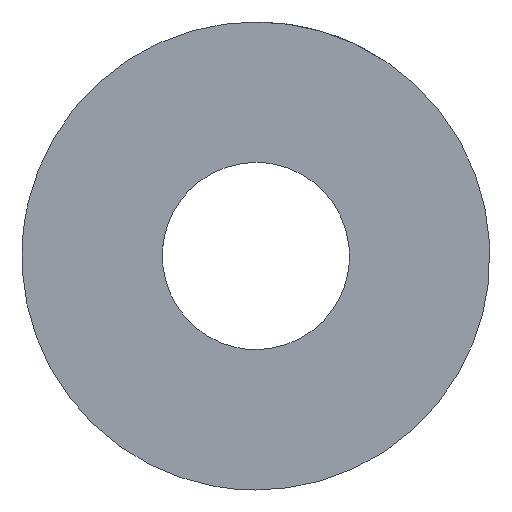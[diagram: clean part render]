
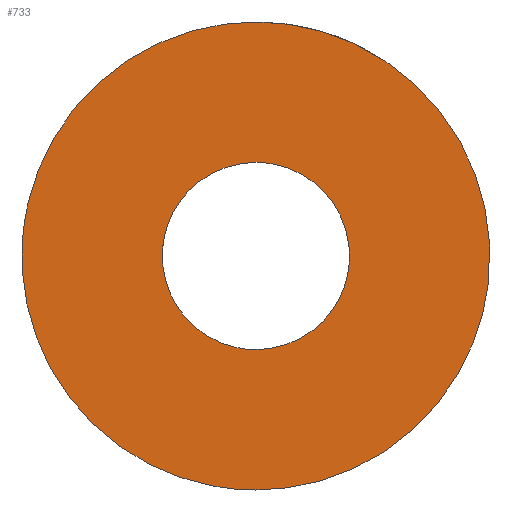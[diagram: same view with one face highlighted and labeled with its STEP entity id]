
A CAD part, front view. The second image highlights one B-rep face of the part: STEP entity #733.
In plain terms, the highlighted free-form (B-spline) face has degree [1, 1] with [2, 2] control points.
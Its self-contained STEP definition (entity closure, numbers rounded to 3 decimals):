
#270=CARTESIAN_POINT('',(-9.981,0.,0.61));
#271=VERTEX_POINT('',#270);
#277=CARTESIAN_POINT('',(0.0,0.,10.0));
#278=VERTEX_POINT('',#277);
#279=CARTESIAN_POINT('',(0.0,0.,10.0));
#280=CARTESIAN_POINT('',(-9.407,0.,10.0));
#281=CARTESIAN_POINT('',(-9.981,0.,0.61));
#289=(BOUNDED_CURVE()B_SPLINE_CURVE(2,(#279,#280,#281),.UNSPECIFIED.,.F.,.U.)B_SPLINE_CURVE_WITH_KNOTS((3,3),(0.5,0.739),.UNSPECIFIED.)CURVE()GEOMETRIC_REPRESENTATION_ITEM()RATIONAL_B_SPLINE_CURVE((1.0,0.72,0.976))REPRESENTATION_ITEM(''));
#290=EDGE_CURVE('',#278,#271,#289,.T.);
#292=CARTESIAN_POINT('',(9.93,0.,-1.18));
#293=VERTEX_POINT('',#292);
#294=CARTESIAN_POINT('',(9.93,0.,-1.18));
#295=CARTESIAN_POINT('',(10.,0.,-0.592));
#296=CARTESIAN_POINT('',(10.0,0.,0.));
#297=CARTESIAN_POINT('',(10.,0.,10.));
#298=CARTESIAN_POINT('',(0.0,0.,10.0));
#306=(BOUNDED_CURVE()B_SPLINE_CURVE(2,(#294,#295,#296,#297,#298),.UNSPECIFIED.,.F.,.U.)B_SPLINE_CURVE_WITH_KNOTS((3,2,3),(0.23,0.25,0.5),.UNSPECIFIED.)CURVE()GEOMETRIC_REPRESENTATION_ITEM()RATIONAL_B_SPLINE_CURVE((0.956,0.976,1.0,0.707,1.0))REPRESENTATION_ITEM(''));
#307=EDGE_CURVE('',#293,#278,#306,.T.);
#337=CARTESIAN_POINT('',(0.0,0.,-10.0));
#338=VERTEX_POINT('',#337);
#339=CARTESIAN_POINT('',(0.0,0.,-10.0));
#340=CARTESIAN_POINT('',(8.882,0.,-10.0));
#341=CARTESIAN_POINT('',(9.93,0.,-1.18));
#349=(BOUNDED_CURVE()B_SPLINE_CURVE(2,(#339,#340,#341),.UNSPECIFIED.,.F.,.U.)B_SPLINE_CURVE_WITH_KNOTS((3,3),(0.0,0.23),.UNSPECIFIED.)CURVE()GEOMETRIC_REPRESENTATION_ITEM()RATIONAL_B_SPLINE_CURVE((1.0,0.731,0.956))REPRESENTATION_ITEM(''));
#350=EDGE_CURVE('',#338,#293,#349,.T.);
#352=CARTESIAN_POINT('',(-9.981,0.,0.61));
#353=CARTESIAN_POINT('',(-10.0,0.,0.306));
#354=CARTESIAN_POINT('',(-10.0,0.,0.));
#355=CARTESIAN_POINT('',(-10.,0.,-10.));
#356=CARTESIAN_POINT('',(0.0,0.,-10.0));
#364=(BOUNDED_CURVE()B_SPLINE_CURVE(2,(#352,#353,#354,#355,#356),.UNSPECIFIED.,.F.,.U.)B_SPLINE_CURVE_WITH_KNOTS((3,2,3),(0.739,0.75,1.0),.UNSPECIFIED.)CURVE()GEOMETRIC_REPRESENTATION_ITEM()RATIONAL_B_SPLINE_CURVE((0.976,0.988,1.0,0.707,1.0))REPRESENTATION_ITEM(''));
#365=EDGE_CURVE('',#271,#338,#364,.T.);
#411=CARTESIAN_POINT('',(3.974,0.,0.456));
#412=VERTEX_POINT('',#411);
#418=CARTESIAN_POINT('',(0.0,0.0,4.0));
#419=VERTEX_POINT('',#418);
#420=CARTESIAN_POINT('',(3.974,0.,0.456));
#421=CARTESIAN_POINT('',(3.567,0.0,4.));
#422=CARTESIAN_POINT('',(0.0,0.0,4.0));
#430=(BOUNDED_CURVE()B_SPLINE_CURVE(2,(#420,#421,#422),.UNSPECIFIED.,.F.,.U.)B_SPLINE_CURVE_WITH_KNOTS((3,3),(0.27,0.5),.UNSPECIFIED.)CURVE()GEOMETRIC_REPRESENTATION_ITEM()RATIONAL_B_SPLINE_CURVE((0.957,0.73,1.0))REPRESENTATION_ITEM(''));
#431=EDGE_CURVE('',#412,#419,#430,.T.);
#433=CARTESIAN_POINT('',(-3.993,0.,0.244));
#434=VERTEX_POINT('',#433);
#435=CARTESIAN_POINT('',(0.0,0.0,4.0));
#436=CARTESIAN_POINT('',(-3.763,0.0,4.0));
#437=CARTESIAN_POINT('',(-3.993,0.,0.244));
#445=(BOUNDED_CURVE()B_SPLINE_CURVE(2,(#435,#436,#437),.UNSPECIFIED.,.F.,.U.)B_SPLINE_CURVE_WITH_KNOTS((3,3),(0.5,0.739),.UNSPECIFIED.)CURVE()GEOMETRIC_REPRESENTATION_ITEM()RATIONAL_B_SPLINE_CURVE((1.0,0.72,0.976))REPRESENTATION_ITEM(''));
#446=EDGE_CURVE('',#419,#434,#445,.T.);
#556=CARTESIAN_POINT('',(0.0,0.0,-4.0));
#557=VERTEX_POINT('',#556);
#558=CARTESIAN_POINT('',(-3.993,0.,0.244));
#559=CARTESIAN_POINT('',(-4.,0.0,0.122));
#560=CARTESIAN_POINT('',(-4.0,0.0,0.));
#561=CARTESIAN_POINT('',(-4.,0.0,-4.));
#562=CARTESIAN_POINT('',(0.0,0.0,-4.0));
#570=(BOUNDED_CURVE()B_SPLINE_CURVE(2,(#558,#559,#560,#561,#562),.UNSPECIFIED.,.F.,.U.)B_SPLINE_CURVE_WITH_KNOTS((3,2,3),(0.739,0.75,1.0),.UNSPECIFIED.)CURVE()GEOMETRIC_REPRESENTATION_ITEM()RATIONAL_B_SPLINE_CURVE((0.976,0.988,1.0,0.707,1.0))REPRESENTATION_ITEM(''));
#571=EDGE_CURVE('',#434,#557,#570,.T.);
#573=CARTESIAN_POINT('',(0.0,0.0,-4.0));
#574=CARTESIAN_POINT('',(4.,0.0,-4.));
#575=CARTESIAN_POINT('',(4.0,0.0,0.));
#576=CARTESIAN_POINT('',(4.,0.0,0.229));
#577=CARTESIAN_POINT('',(3.974,0.,0.456));
#585=(BOUNDED_CURVE()B_SPLINE_CURVE(2,(#573,#574,#575,#576,#577),.UNSPECIFIED.,.F.,.U.)B_SPLINE_CURVE_WITH_KNOTS((3,2,3),(0.0,0.25,0.27),.UNSPECIFIED.)CURVE()GEOMETRIC_REPRESENTATION_ITEM()RATIONAL_B_SPLINE_CURVE((1.0,0.707,1.0,0.977,0.957))REPRESENTATION_ITEM(''));
#586=EDGE_CURVE('',#557,#412,#585,.T.);
#716=CARTESIAN_POINT('',(-10.999,0.,10.999));
#717=CARTESIAN_POINT('',(-10.999,0.,-10.999));
#718=CARTESIAN_POINT('',(10.999,0.,10.999));
#719=CARTESIAN_POINT('',(10.999,0.,-10.999));
#720=B_SPLINE_SURFACE_WITH_KNOTS('',1,1,((#716,#718),(#717,#719)),.UNSPECIFIED.,.F.,.F.,.U.,(2,2),(2,2),(0.0,21.998),(0.0,21.998),.UNSPECIFIED.);
#721=ORIENTED_EDGE('',*,*,#350,.T.);
#722=ORIENTED_EDGE('',*,*,#307,.T.);
#723=ORIENTED_EDGE('',*,*,#290,.T.);
#724=ORIENTED_EDGE('',*,*,#365,.T.);
#725=EDGE_LOOP('',(#721,#722,#723,#724));
#726=FACE_OUTER_BOUND('',#725,.T.);
#727=ORIENTED_EDGE('',*,*,#446,.F.);
#728=ORIENTED_EDGE('',*,*,#431,.F.);
#729=ORIENTED_EDGE('',*,*,#586,.F.);
#730=ORIENTED_EDGE('',*,*,#571,.F.);
#731=EDGE_LOOP('',(#727,#728,#729,#730));
#732=FACE_BOUND('',#731,.T.);
#733=ADVANCED_FACE('',(#726,#732),#720,.T.);
